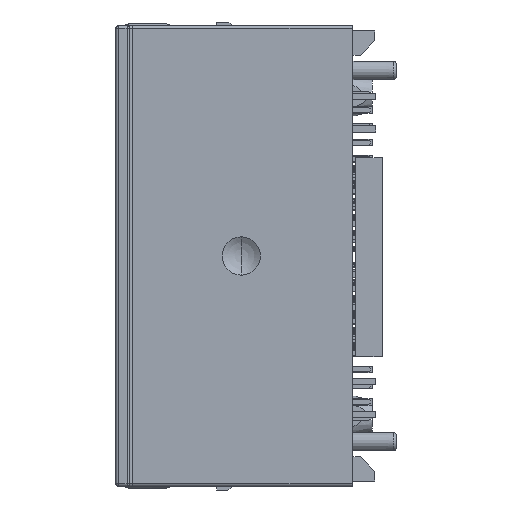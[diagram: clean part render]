
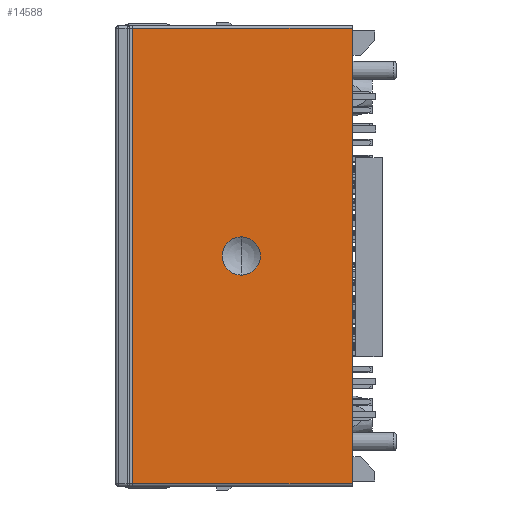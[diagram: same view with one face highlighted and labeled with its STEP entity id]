
A CAD part, front view. The second image highlights one B-rep face of the part: STEP entity #14588.
In plain terms, the highlighted planar face has unit normal (0, -1, 0).
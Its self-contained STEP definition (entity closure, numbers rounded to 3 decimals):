
#2785=DIRECTION('',(0.,0.,1.));
#2786=VECTOR('',#2785,35.7);
#2787=CARTESIAN_POINT('',(-15.45,-9.7,7.9));
#2788=LINE('',#2787,#2786);
#3675=DIRECTION('',(-1.,0.,0.));
#3676=VECTOR('',#3675,17.25);
#3677=CARTESIAN_POINT('',(-15.45,-9.7,43.6));
#3678=LINE('',#3677,#3676);
#3683=CARTESIAN_POINT('',(-24.15,-9.7,25.75));
#3684=DIRECTION('',(0.,-1.,0.));
#3685=DIRECTION('',(0.,0.,1.));
#3686=AXIS2_PLACEMENT_3D('',#3683,#3684,#3685);
#3688=CARTESIAN_POINT('',(-24.15,-9.7,25.75));
#3689=DIRECTION('',(0.,-1.,0.));
#3690=DIRECTION('',(0.,0.,-1.));
#3691=AXIS2_PLACEMENT_3D('',#3688,#3689,#3690);
#3697=DIRECTION('',(1.,0.,0.));
#3698=VECTOR('',#3697,17.25);
#3699=CARTESIAN_POINT('',(-32.7,-9.7,7.9));
#3700=LINE('',#3699,#3698);
#3821=DIRECTION('',(0.,0.,-1.));
#3822=VECTOR('',#3821,35.7);
#3823=CARTESIAN_POINT('',(-32.7,-9.7,43.6));
#3824=LINE('',#3823,#3822);
#9182=CARTESIAN_POINT('',(-15.45,-9.7,7.9));
#9183=VERTEX_POINT('',#9182);
#9184=CARTESIAN_POINT('',(-15.45,-9.7,43.6));
#9185=VERTEX_POINT('',#9184);
#9491=CARTESIAN_POINT('',(-32.7,-9.7,43.6));
#9492=VERTEX_POINT('',#9491);
#9493=CARTESIAN_POINT('',(-32.7,-9.7,7.9));
#9494=VERTEX_POINT('',#9493);
#9495=CARTESIAN_POINT('',(-24.15,-9.7,27.25));
#9496=CARTESIAN_POINT('',(-24.15,-9.7,24.25));
#9497=VERTEX_POINT('',#9495);
#9498=VERTEX_POINT('',#9496);
#14569=CARTESIAN_POINT('',(-34.,-9.7,7.7));
#14570=DIRECTION('',(0.,-1.,0.));
#14571=DIRECTION('',(0.,0.,1.));
#14572=AXIS2_PLACEMENT_3D('',#14569,#14570,#14571);
#14573=PLANE('',#14572);
#14574=ORIENTED_EDGE('',*,*,#14561,.F.);
#14575=ORIENTED_EDGE('',*,*,#13351,.F.);
#14577=ORIENTED_EDGE('',*,*,#14576,.F.);
#14579=ORIENTED_EDGE('',*,*,#14578,.F.);
#14580=EDGE_LOOP('',(#14574,#14575,#14577,#14579));
#14581=FACE_OUTER_BOUND('',#14580,.F.);
#14583=ORIENTED_EDGE('',*,*,#14582,.T.);
#14585=ORIENTED_EDGE('',*,*,#14584,.T.);
#14586=EDGE_LOOP('',(#14583,#14585));
#14587=FACE_BOUND('',#14586,.F.);
#14588=ADVANCED_FACE('',(#14581,#14587),#14573,.T.);
#3687=CIRCLE('',#3686,1.5);
#3692=CIRCLE('',#3691,1.5);
#13351=EDGE_CURVE('',#9183,#9185,#2788,.T.);
#14561=EDGE_CURVE('',#9185,#9492,#3678,.T.);
#14576=EDGE_CURVE('',#9494,#9183,#3700,.T.);
#14578=EDGE_CURVE('',#9492,#9494,#3824,.T.);
#14582=EDGE_CURVE('',#9497,#9498,#3687,.T.);
#14584=EDGE_CURVE('',#9498,#9497,#3692,.T.);
